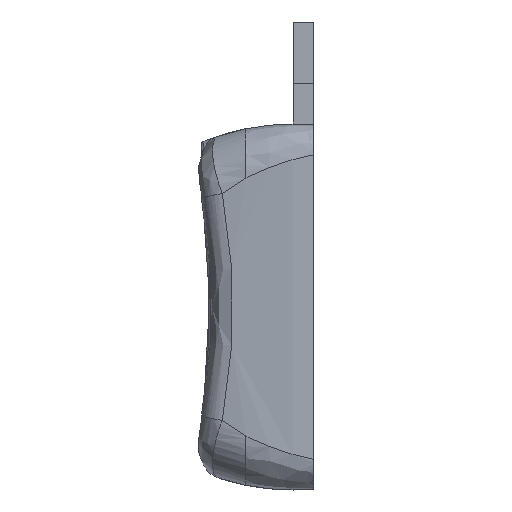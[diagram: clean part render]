
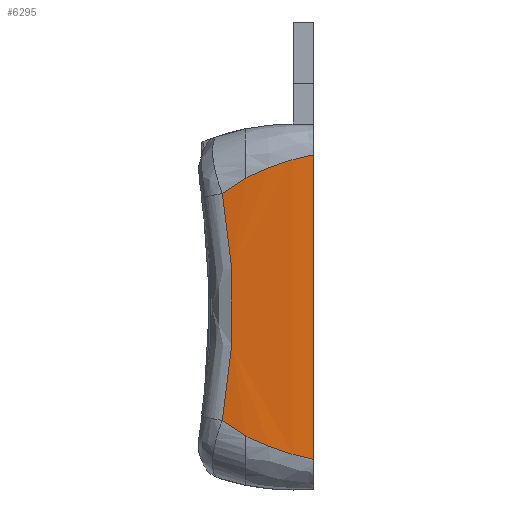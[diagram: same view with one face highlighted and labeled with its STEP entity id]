
A CAD part, left-side view. The second image highlights one B-rep face of the part: STEP entity #6295.
In plain terms, the highlighted cylindrical face has radius 20.743 mm (diameter 41.487 mm), a partial arc.
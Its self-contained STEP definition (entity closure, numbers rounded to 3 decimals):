
#188=ELLIPSE('',#6747,27.169,24.992);
#511=FACE_OUTER_BOUND('',#897,.T.);
#897=EDGE_LOOP('',(#4970,#4971,#4972,#4973,#4974,#4975,#4976,#4977,#4978,
#4979));
#1284=B_SPLINE_CURVE_WITH_KNOTS('',3,(#13149,#13150,#13151,#13152),
 .UNSPECIFIED.,.F.,.F.,(4,4),(0.054,0.188),
 .UNSPECIFIED.);
#1286=B_SPLINE_CURVE_WITH_KNOTS('',3,(#13216,#13217,#13218,#13219,#13220,
#13221),.UNSPECIFIED.,.F.,.F.,(4,2,4),(-0.184,0.,0.051),
 .UNSPECIFIED.);
#1287=B_SPLINE_CURVE_WITH_KNOTS('',3,(#13222,#13223,#13224,#13225,#13226,
#13227),.UNSPECIFIED.,.F.,.F.,(4,2,4),(-0.284,-0.27,
-0.184),.UNSPECIFIED.);
#1291=B_SPLINE_CURVE_WITH_KNOTS('',3,(#13303,#13304,#13305,#13306),
 .UNSPECIFIED.,.F.,.F.,(4,4),(-0.188,-0.054),
 .UNSPECIFIED.);
#1295=B_SPLINE_CURVE_WITH_KNOTS('',3,(#13331,#13332,#13333,#13334,#13335,
#13336),.UNSPECIFIED.,.F.,.F.,(4,2,4),(-0.321,-0.27,
-0.086),.UNSPECIFIED.);
#1296=B_SPLINE_CURVE_WITH_KNOTS('',3,(#13337,#13338,#13339,#13340,#13341,
#13342),.UNSPECIFIED.,.F.,.F.,(4,2,4),(-0.086,0.,0.014),
 .UNSPECIFIED.);
#1606=LINE('',#10977,#1986);
#1713=LINE('',#13078,#2093);
#1714=LINE('',#13321,#2094);
#1986=VECTOR('',#7380,10.);
#2093=VECTOR('',#7709,10.);
#2094=VECTOR('',#7712,10.);
#2611=VERTEX_POINT('',#10963);
#2612=VERTEX_POINT('',#10976);
#2753=VERTEX_POINT('',#12818);
#2754=VERTEX_POINT('',#12846);
#2764=VERTEX_POINT('',#13064);
#2765=VERTEX_POINT('',#13071);
#2768=VERTEX_POINT('',#13215);
#2772=VERTEX_POINT('',#13302);
#2773=VERTEX_POINT('',#13314);
#2774=VERTEX_POINT('',#13330);
#3320=EDGE_CURVE('',#2611,#2612,#1606,.T.);
#3530=EDGE_CURVE('',#2754,#2753,#188,.T.);
#3546=EDGE_CURVE('',#2764,#2765,#1713,.T.);
#3549=EDGE_CURVE('',#2764,#2754,#1284,.T.);
#3551=EDGE_CURVE('',#2768,#2765,#1286,.T.);
#3552=EDGE_CURVE('',#2612,#2768,#1287,.T.);
#3556=EDGE_CURVE('',#2753,#2772,#1291,.T.);
#3559=EDGE_CURVE('',#2773,#2772,#1714,.T.);
#3561=EDGE_CURVE('',#2773,#2774,#1295,.T.);
#3562=EDGE_CURVE('',#2774,#2611,#1296,.T.);
#4970=ORIENTED_EDGE('',*,*,#3561,.F.);
#4971=ORIENTED_EDGE('',*,*,#3559,.T.);
#4972=ORIENTED_EDGE('',*,*,#3556,.F.);
#4973=ORIENTED_EDGE('',*,*,#3530,.F.);
#4974=ORIENTED_EDGE('',*,*,#3549,.F.);
#4975=ORIENTED_EDGE('',*,*,#3546,.T.);
#4976=ORIENTED_EDGE('',*,*,#3551,.F.);
#4977=ORIENTED_EDGE('',*,*,#3552,.F.);
#4978=ORIENTED_EDGE('',*,*,#3320,.F.);
#4979=ORIENTED_EDGE('',*,*,#3562,.F.);
#6065=CYLINDRICAL_SURFACE('',#6753,20.743);
#6295=ADVANCED_FACE('',(#511),#6065,.T.);
#6747=AXIS2_PLACEMENT_3D('',#12848,#7700,#7701);
#6753=AXIS2_PLACEMENT_3D('',#13329,#7715,#7716);
#7380=DIRECTION('',(0.,0.,-1.));
#7700=DIRECTION('center_axis',(-0.986,0.167,0.));
#7701=DIRECTION('ref_axis',(0.,0.,1.));
#7709=DIRECTION('',(0.,0.,-1.));
#7712=DIRECTION('',(0.,0.,-1.));
#7715=DIRECTION('center_axis',(0.,0.,1.));
#7716=DIRECTION('ref_axis',(-0.92,0.391,0.));
#10963=CARTESIAN_POINT('',(-102.826,2.5,-148.179));
#10976=CARTESIAN_POINT('',(-102.826,2.5,-163.07));
#10977=CARTESIAN_POINT('',(-102.826,2.5,-155.625));
#12818=CARTESIAN_POINT('',(-102.559,6.961,-150.073));
#12846=CARTESIAN_POINT('',(-102.559,6.961,-161.177));
#12848=CARTESIAN_POINT('Origin',(-98.477,31.083,-155.625));
#13064=CARTESIAN_POINT('',(-102.722,5.8,-161.919));
#13071=CARTESIAN_POINT('',(-102.722,5.8,-161.957));
#13078=CARTESIAN_POINT('',(-102.722,5.8,-155.625));
#13149=CARTESIAN_POINT('Ctrl Pts',(-102.722,5.8,-161.919));
#13150=CARTESIAN_POINT('Ctrl Pts',(-102.678,6.199,-161.691));
#13151=CARTESIAN_POINT('Ctrl Pts',(-102.623,6.587,-161.443));
#13152=CARTESIAN_POINT('Ctrl Pts',(-102.559,6.961,-161.177));
#13215=CARTESIAN_POINT('',(-102.85,3.5,-162.837));
#13216=CARTESIAN_POINT('Ctrl Pts',(-102.85,3.5,-162.837));
#13217=CARTESIAN_POINT('Ctrl Pts',(-102.85,4.117,-162.666));
#13218=CARTESIAN_POINT('Ctrl Pts',(-102.822,4.726,-162.447));
#13219=CARTESIAN_POINT('Ctrl Pts',(-102.756,5.479,-162.111));
#13220=CARTESIAN_POINT('Ctrl Pts',(-102.74,5.64,-162.036));
#13221=CARTESIAN_POINT('Ctrl Pts',(-102.722,5.8,-161.957));
#13222=CARTESIAN_POINT('Ctrl Pts',(-102.826,2.5,-163.07));
#13223=CARTESIAN_POINT('Ctrl Pts',(-102.828,2.546,-163.061));
#13224=CARTESIAN_POINT('Ctrl Pts',(-102.83,2.592,-163.052));
#13225=CARTESIAN_POINT('Ctrl Pts',(-102.844,2.926,-162.985));
#13226=CARTESIAN_POINT('Ctrl Pts',(-102.85,3.214,-162.916));
#13227=CARTESIAN_POINT('Ctrl Pts',(-102.85,3.5,-162.837));
#13302=CARTESIAN_POINT('',(-102.722,5.8,-149.33));
#13303=CARTESIAN_POINT('Ctrl Pts',(-102.559,6.961,-150.073));
#13304=CARTESIAN_POINT('Ctrl Pts',(-102.623,6.587,-149.807));
#13305=CARTESIAN_POINT('Ctrl Pts',(-102.678,6.199,-149.559));
#13306=CARTESIAN_POINT('Ctrl Pts',(-102.722,5.8,-149.33));
#13314=CARTESIAN_POINT('',(-102.722,5.8,-149.293));
#13321=CARTESIAN_POINT('',(-102.722,5.8,-155.625));
#13329=CARTESIAN_POINT('Origin',(-82.107,3.5,-155.625));
#13330=CARTESIAN_POINT('',(-102.85,3.5,-148.413));
#13331=CARTESIAN_POINT('Ctrl Pts',(-102.722,5.8,-149.293));
#13332=CARTESIAN_POINT('Ctrl Pts',(-102.74,5.64,-149.214));
#13333=CARTESIAN_POINT('Ctrl Pts',(-102.756,5.479,-149.138));
#13334=CARTESIAN_POINT('Ctrl Pts',(-102.822,4.726,-148.803));
#13335=CARTESIAN_POINT('Ctrl Pts',(-102.85,4.117,-148.584));
#13336=CARTESIAN_POINT('Ctrl Pts',(-102.85,3.5,-148.413));
#13337=CARTESIAN_POINT('Ctrl Pts',(-102.85,3.5,-148.413));
#13338=CARTESIAN_POINT('Ctrl Pts',(-102.85,3.214,-148.333));
#13339=CARTESIAN_POINT('Ctrl Pts',(-102.844,2.926,-148.264));
#13340=CARTESIAN_POINT('Ctrl Pts',(-102.83,2.592,-148.197));
#13341=CARTESIAN_POINT('Ctrl Pts',(-102.828,2.546,-148.188));
#13342=CARTESIAN_POINT('Ctrl Pts',(-102.826,2.5,-148.179));
